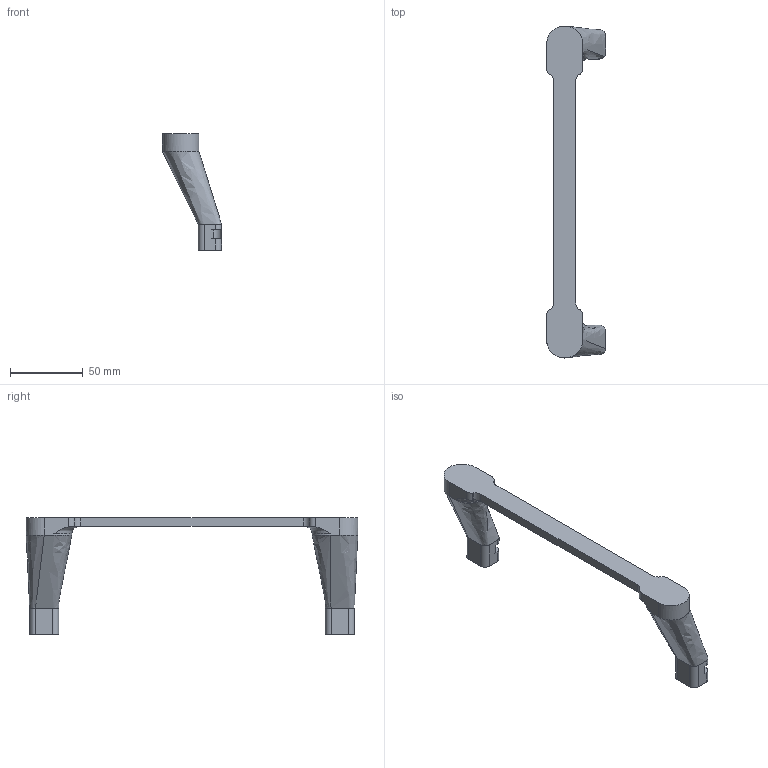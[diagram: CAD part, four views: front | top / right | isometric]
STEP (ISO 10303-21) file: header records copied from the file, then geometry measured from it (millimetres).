
FILE_DESCRIPTION(('Open CASCADE Model'),'2;1');
FILE_NAME('Open CASCADE Shape Model','2025-03-06T16:21:25',('Author'),( 'Open CASCADE'),'Open CASCADE STEP processor 7.7','Open CASCADE 7.7' ,'Unknown');
FILE_SCHEMA(('AUTOMOTIVE_DESIGN { 1 0 10303 214 1 1 1 1 }'));
Length unit declared in the file: millimetre
Products named in the file (1): Open CASCADE STEP translator 7.7 3
Bounding box: 40.5 x 227.7 x 80 mm (x, y, z)
Volume: 81621.3 mm3; surface area: 22591.5 mm2
Topology: 1 solids, 1 shells, 88 faces, 252 edges, 170 vertices
Faces by surface type: cylinder 52, plane 30, bspline 4, torus 2
Entity records: 9008 total; most frequent: CARTESIAN_POINT 4121, DIRECTION 888, ORIENTED_EDGE 504, PCURVE 504, DEFINITIONAL_REPRESENTATION 504, LINE 464, VECTOR 464, EDGE_CURVE 252
